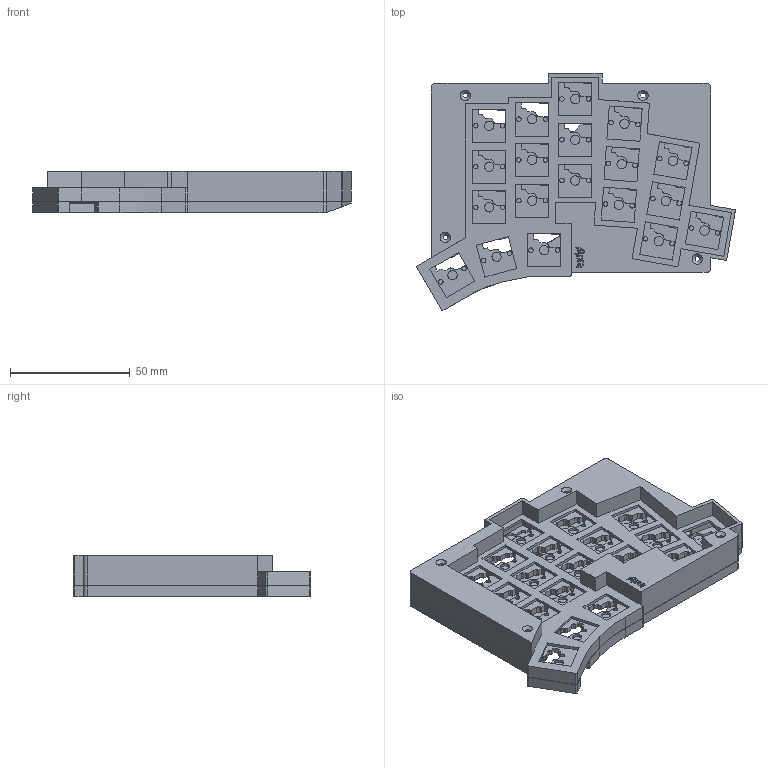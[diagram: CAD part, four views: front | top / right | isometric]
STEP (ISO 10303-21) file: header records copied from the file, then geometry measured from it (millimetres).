
FILE_DESCRIPTION(/* description */ (''),/* implementation_level */ '2;1');
FILE_NAME(/* name */ 'TOTEMcase_v08_6mm_USB_Tenting_Bottom_R.step',/* time_stamp */ '2024-06-01T11:46:40+02:00',/* author */ (''),/* organization */ (''),/* preprocessor_version */ 'ST-DEVELOPER v20',/* originating_system */ 'Autodesk Translation Framework v13.14.0.145',/* authorisation */ '');
FILE_SCHEMA (('AUTOMOTIVE_DESIGN { 1 0 10303 214 3 1 1 }'));
Products named in the file (2): TOTEMcase_USB_adaptation_R; TOTEMcase_v08_6mm_USB_Top_R
Assembly tree (1 placements, depth 2):
  TOTEMcase_USB_adaptation_R
    TOTEMcase_v08_6mm_USB_Top_R
Bounding box: 133.11 x 99.01 x 17.2 mm (x, y, z)
Volume: 66928.9 mm3; surface area: 54270.5 mm2
Topology: 2 solids, 6 shells, 1613 faces, 4442 edges, 2936 vertices
Faces by surface type: plane 954, bspline 470, cylinder 162, cone 20, torus 7
Full cylindrical faces by diameter (mm): 1 x2, 1.3 x2, 1.9 x19, 2 x8, 3.2 x4, 3.9 x19, 4.3 x4, 9 x9
Entity records: 54565 total; most frequent: CARTESIAN_POINT 16236, ORIENTED_EDGE 8884, DIRECTION 6190, EDGE_CURVE 4442, LINE 3120, VECTOR 3120, VERTEX_POINT 2936, EDGE_LOOP 1776
